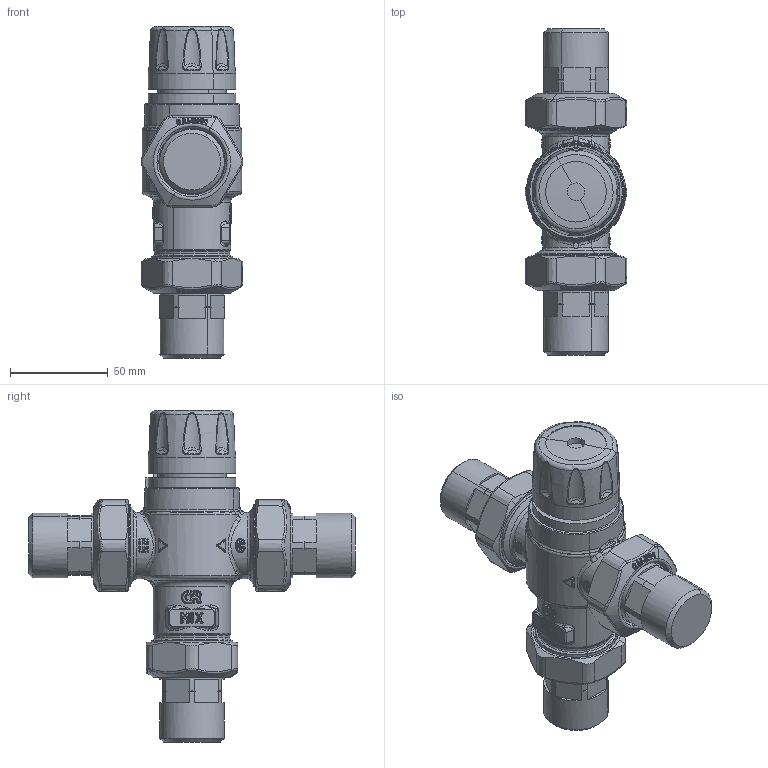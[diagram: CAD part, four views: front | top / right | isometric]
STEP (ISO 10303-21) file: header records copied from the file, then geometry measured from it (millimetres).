
FILE_DESCRIPTION(('CATIA V5 STEP Exchange','CAx-IF Rec.Pracs.--- Model Styling and Organization---1.5--- 2016-08-15','CAx-IF Rec.Pracs.---Supplemental Geometry---1.0---2011-11-01','CAx-IF Rec.Pracs.--- Composite Materials ---3.4---2017-06-13','CAx-IF Rec.Pracs.---Tessellated 3D Geometry---1.0---2015-12-17'),'2;1');
FILE_NAME('STEP_521936_-_TST.stp','2025-05-22T06:48:36+00:00',('none'),('none'),'CATIA Version 5-6 Release 2020 SP5','CATIA V5 STEP AP242 v2','none');
FILE_SCHEMA(('AP242_MANAGED_MODEL_BASED_3D_ENGINEERING_MIM_LF {1 0 10303 442 1 1 4}'));
Products named in the file (1): 521936 - TST
Bounding box: 52.06 x 167 x 169.85 mm (x, y, z)
Volume: 379109.9 mm3; surface area: 62963.3 mm2
Topology: 2 solids, 5 shells, 2515 faces, 5828 edges, 3126 vertices
Faces by surface type: bspline 1604, cylinder 278, sphere 209, plane 177, cone 159, torus 84, revolution 4
Entity records: 148491 total; most frequent: CARTESIAN_POINT 108201, ORIENTED_EDGE 11154, EDGE_CURVE 5577, B_SPLINE_CURVE_WITH_KNOTS 4282, VERTEX_POINT 3126, DIRECTION 2719, EDGE_LOOP 2569, ADVANCED_FACE 2515
